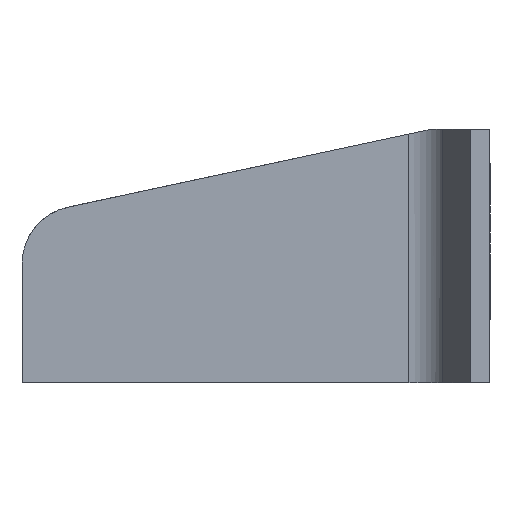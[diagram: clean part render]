
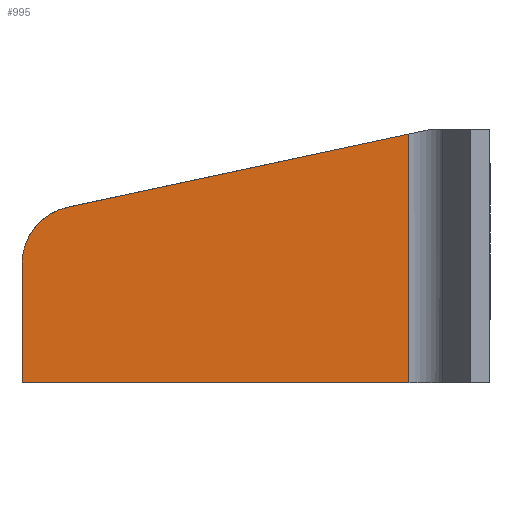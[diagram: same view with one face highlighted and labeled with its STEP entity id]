
A CAD part, left-side view. The second image highlights one B-rep face of the part: STEP entity #995.
In plain terms, the highlighted planar face has unit normal (-1, 0, 0).
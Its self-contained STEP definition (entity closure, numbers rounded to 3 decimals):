
#38=PLANE('',#1083);
#76=FACE_OUTER_BOUND('',#136,.T.);
#136=EDGE_LOOP('',(#701,#702,#703,#704,#705));
#222=LINE('',#1528,#310);
#227=LINE('',#1551,#315);
#228=LINE('',#1553,#316);
#229=LINE('',#1554,#317);
#310=VECTOR('',#1208,10.);
#315=VECTOR('',#1225,10.);
#316=VECTOR('',#1226,10.);
#317=VECTOR('',#1227,10.);
#394=CIRCLE('',#1081,3.);
#444=VERTEX_POINT('',#1525);
#445=VERTEX_POINT('',#1527);
#450=VERTEX_POINT('',#1539);
#453=VERTEX_POINT('',#1550);
#454=VERTEX_POINT('',#1552);
#538=EDGE_CURVE('',#445,#444,#222,.T.);
#544=EDGE_CURVE('',#445,#450,#394,.T.);
#548=EDGE_CURVE('',#444,#453,#227,.T.);
#549=EDGE_CURVE('',#454,#453,#228,.T.);
#550=EDGE_CURVE('',#454,#450,#229,.T.);
#701=ORIENTED_EDGE('',*,*,#544,.F.);
#702=ORIENTED_EDGE('',*,*,#538,.T.);
#703=ORIENTED_EDGE('',*,*,#548,.T.);
#704=ORIENTED_EDGE('',*,*,#549,.F.);
#705=ORIENTED_EDGE('',*,*,#550,.T.);
#995=ADVANCED_FACE('',(#76),#38,.T.);
#1081=AXIS2_PLACEMENT_3D('',#1540,#1218,#1219);
#1083=AXIS2_PLACEMENT_3D('',#1549,#1223,#1224);
#1208=DIRECTION('',(0.,0.,-1.));
#1218=DIRECTION('center_axis',(1.,0.,0.));
#1219=DIRECTION('ref_axis',(0.,0.778,0.629));
#1223=DIRECTION('center_axis',(-1.,0.,0.));
#1224=DIRECTION('ref_axis',(0.,-1.,0.));
#1225=DIRECTION('',(0.,-1.,0.));
#1226=DIRECTION('',(0.,0.,-1.));
#1227=DIRECTION('',(0.,0.978,-0.21));
#1525=CARTESIAN_POINT('',(-2.,21.,0.));
#1527=CARTESIAN_POINT('',(-2.,21.,6.075));
#1528=CARTESIAN_POINT('',(-2.,21.,8.5));
#1539=CARTESIAN_POINT('',(-2.,18.629,9.008));
#1540=CARTESIAN_POINT('Origin',(-2.,18.,6.075));
#1549=CARTESIAN_POINT('Origin',(-2.,0.,
0.));
#1550=CARTESIAN_POINT('',(-2.,1.161,0.));
#1551=CARTESIAN_POINT('',(-2.,21.,0.));
#1552=CARTESIAN_POINT('',(-2.,1.161,12.751));
#1553=CARTESIAN_POINT('',(-2.,1.161,6.5));
#1554=CARTESIAN_POINT('',(-2.,0.,13.));
